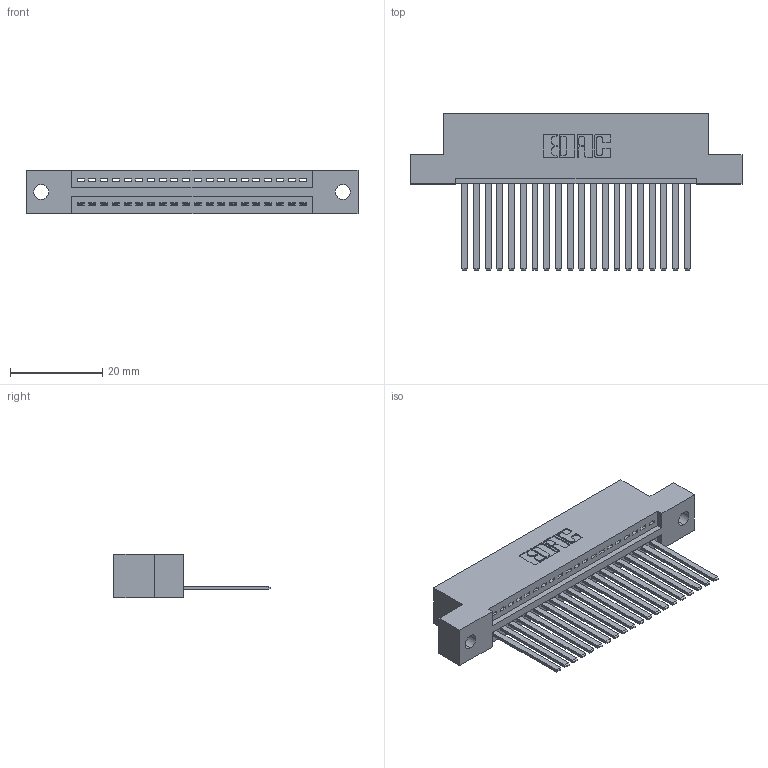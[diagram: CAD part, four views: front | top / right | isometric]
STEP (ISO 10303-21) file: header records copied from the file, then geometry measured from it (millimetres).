
FILE_DESCRIPTION (( 'STEP AP203' ), '1' );
FILE_NAME ('395-020-544-102.STEP', '2018-11-07T18:15:41', ( '' ), ( '' ), 'SwSTEP 2.0', 'SolidWorks 2016', '' );
FILE_SCHEMA (( 'CONFIG_CONTROL_DESIGN' ));
Length unit declared in the file: inch
Products named in the file (3): 395-020-544-102; 345 Part_Flush Mounting Lugs - 0.128 Dia; 345-292-001_345-293-144
Assembly tree (21 placements, depth 2):
  395-020-544-102
    345 Part_Flush Mounting Lugs - 0.128 Dia
    345-292-001_345-293-144  x20
Bounding box: 72.01 x 33.96 x 9.4 mm (x, y, z)
Volume: 6854.2 mm3; surface area: 9233.5 mm2
Topology: 21 solids, 21 shells, 1166 faces, 3501 edges, 2306 vertices
Faces by surface type: plane 800, cylinder 366
Entity records: 17833 total; most frequent: CARTESIAN_POINT 3096, ORIENTED_EDGE 3050, DIRECTION 2733, EDGE_CURVE 1525, VECTOR 1317, LINE 1317, VERTEX_POINT 1014, AXIS2_PLACEMENT_3D 708
